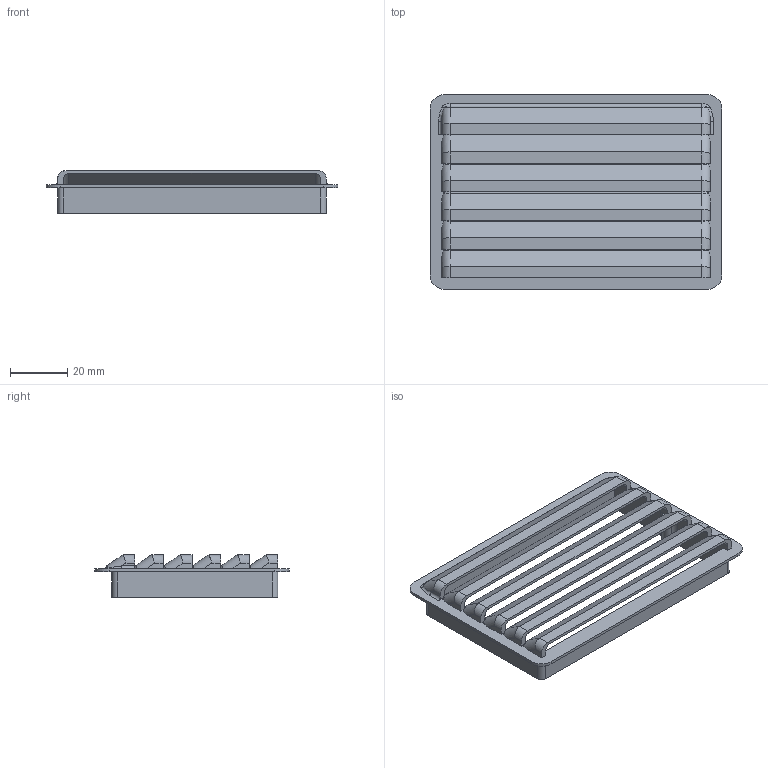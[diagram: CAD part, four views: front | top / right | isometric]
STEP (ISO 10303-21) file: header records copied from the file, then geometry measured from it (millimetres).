
FILE_DESCRIPTION(/* description */ (''),/* implementation_level */ '2;1');
FILE_NAME(/* name */ 'side vent.step',/* time_stamp */ '2020-12-18T16:27:55+06:00',/* author */ (''),/* organization */ (''),/* preprocessor_version */ 'ST-DEVELOPER v18.1',/* originating_system */ 'Autodesk Translation Framework v9.7.1.1290',/* authorisation */ '');
FILE_SCHEMA (('AUTOMOTIVE_DESIGN { 1 0 10303 214 3 1 1 }'));
Length unit declared in the file: millimetre
Products named in the file (1): side vent
Bounding box: 102 x 68 x 15 mm (x, y, z)
Volume: 14667.2 mm3; surface area: 24052.8 mm2
Topology: 1 solids, 1 shells, 287 faces, 843 edges, 539 vertices
Faces by surface type: cylinder 189, plane 78, bspline 20
Full cylindrical faces by diameter (mm): 2.671 x24, 3.07 x18
Entity records: 16497 total; most frequent: CARTESIAN_POINT 9263, ORIENTED_EDGE 1686, DIRECTION 1286, EDGE_CURVE 843, VERTEX_POINT 539, AXIS2_PLACEMENT_3D 444, LINE 398, VECTOR 398
